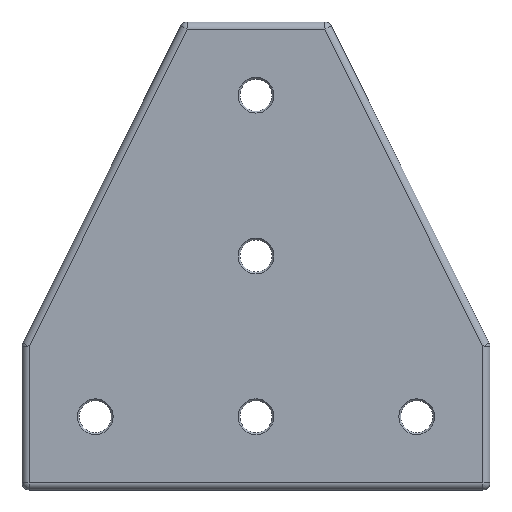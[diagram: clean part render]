
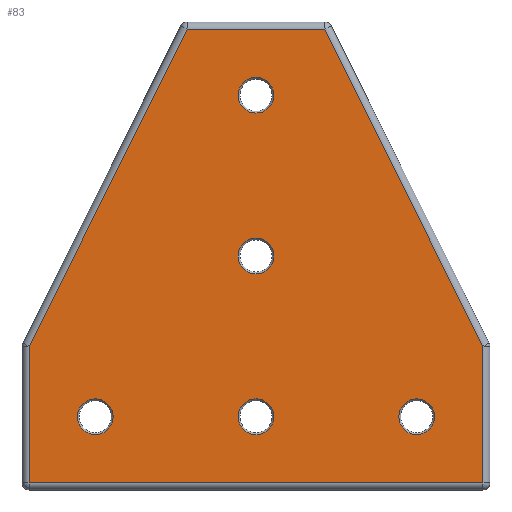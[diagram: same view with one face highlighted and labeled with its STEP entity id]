
A CAD part, top view. The second image highlights one B-rep face of the part: STEP entity #83.
In plain terms, the highlighted planar face has unit normal (0, 0, 1).
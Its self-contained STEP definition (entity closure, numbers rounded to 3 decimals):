
#83 = ADVANCED_FACE( '', ( #196, #197, #198, #199, #200, #201 ), #202, .T. );
#196 = FACE_BOUND( '', #351, .T. );
#197 = FACE_BOUND( '', #352, .T. );
#198 = FACE_BOUND( '', #353, .T. );
#199 = FACE_BOUND( '', #354, .T. );
#200 = FACE_BOUND( '', #355, .T. );
#201 = FACE_OUTER_BOUND( '', #356, .T. );
#202 = PLANE( '', #357 );
#351 = EDGE_LOOP( '', ( #528 ) );
#352 = EDGE_LOOP( '', ( #529 ) );
#353 = EDGE_LOOP( '', ( #530 ) );
#354 = EDGE_LOOP( '', ( #531 ) );
#355 = EDGE_LOOP( '', ( #532 ) );
#356 = EDGE_LOOP( '', ( #533, #534, #535, #536, #537, #538 ) );
#357 = AXIS2_PLACEMENT_3D( '', #539, #540, #541 );
#528 = ORIENTED_EDGE( '', *, *, #811, .F. );
#529 = ORIENTED_EDGE( '', *, *, #812, .F. );
#530 = ORIENTED_EDGE( '', *, *, #809, .F. );
#531 = ORIENTED_EDGE( '', *, *, #813, .F. );
#532 = ORIENTED_EDGE( '', *, *, #814, .F. );
#533 = ORIENTED_EDGE( '', *, *, #815, .T. );
#534 = ORIENTED_EDGE( '', *, *, #816, .T. );
#535 = ORIENTED_EDGE( '', *, *, #817, .T. );
#536 = ORIENTED_EDGE( '', *, *, #818, .T. );
#537 = ORIENTED_EDGE( '', *, *, #819, .T. );
#538 = ORIENTED_EDGE( '', *, *, #820, .T. );
#539 = CARTESIAN_POINT( '', ( -63.5, -25.287, 6. ) );
#540 = DIRECTION( '', ( 0., 0., 1. ) );
#541 = DIRECTION( '', ( 1., 0., 0. ) );
#809 = EDGE_CURVE( '', #944, #944, #945, .T. );
#811 = EDGE_CURVE( '', #947, #947, #948, .T. );
#812 = EDGE_CURVE( '', #949, #949, #950, .T. );
#813 = EDGE_CURVE( '', #951, #951, #952, .T. );
#814 = EDGE_CURVE( '', #953, #953, #954, .T. );
#815 = EDGE_CURVE( '', #932, #955, #956, .T. );
#816 = EDGE_CURVE( '', #955, #957, #958, .T. );
#817 = EDGE_CURVE( '', #957, #959, #960, .T. );
#818 = EDGE_CURVE( '', #959, #898, #961, .T. );
#819 = EDGE_CURVE( '', #898, #962, #963, .T. );
#820 = EDGE_CURVE( '', #962, #932, #964, .T. );
#898 = VERTEX_POINT( '', #1063 );
#932 = VERTEX_POINT( '', #1105 );
#944 = VERTEX_POINT( '', #1117 );
#945 = CIRCLE( '', #1118, 5. );
#947 = VERTEX_POINT( '', #1120 );
#948 = CIRCLE( '', #1121, 5. );
#949 = VERTEX_POINT( '', #1122 );
#950 = CIRCLE( '', #1123, 5. );
#951 = VERTEX_POINT( '', #1124 );
#952 = CIRCLE( '', #1125, 5. );
#953 = VERTEX_POINT( '', #1126 );
#954 = CIRCLE( '', #1127, 5. );
#955 = VERTEX_POINT( '', #1128 );
#956 = LINE( '', #1129, #1130 );
#957 = VERTEX_POINT( '', #1131 );
#958 = LINE( '', #1132, #1133 );
#959 = VERTEX_POINT( '', #1134 );
#960 = LINE( '', #1135, #1136 );
#961 = LINE( '', #1137, #1138 );
#962 = VERTEX_POINT( '', #1139 );
#963 = LINE( '', #1140, #1141 );
#964 = LINE( '', #1142, #1143 );
#1063 = CARTESIAN_POINT( '', ( -63.5, -25.287, 6. ) );
#1105 = CARTESIAN_POINT( '', ( 63.5, -63.5, 6. ) );
#1117 = CARTESIAN_POINT( '', ( 5., 45., 6. ) );
#1118 = AXIS2_PLACEMENT_3D( '', #1301, #1302, #1303 );
#1120 = CARTESIAN_POINT( '', ( 50., -45., 6. ) );
#1121 = AXIS2_PLACEMENT_3D( '', #1304, #1305, #1306 );
#1122 = CARTESIAN_POINT( '', ( -40., -45., 6. ) );
#1123 = AXIS2_PLACEMENT_3D( '', #1307, #1308, #1309 );
#1124 = CARTESIAN_POINT( '', ( 5., -45., 6. ) );
#1125 = AXIS2_PLACEMENT_3D( '', #1310, #1311, #1312 );
#1126 = CARTESIAN_POINT( '', ( 0., -5., 6. ) );
#1127 = AXIS2_PLACEMENT_3D( '', #1313, #1314, #1315 );
#1128 = CARTESIAN_POINT( '', ( 63.5, -25.287, 6. ) );
#1129 = CARTESIAN_POINT( '', ( 63.5, -25.287, 6. ) );
#1130 = VECTOR( '', #1316, 1000. );
#1131 = CARTESIAN_POINT( '', ( 19.262, 63.5, 6. ) );
#1132 = CARTESIAN_POINT( '', ( 19.262, 63.5, 6. ) );
#1133 = VECTOR( '', #1317, 1000. );
#1134 = CARTESIAN_POINT( '', ( -19.262, 63.5, 6. ) );
#1135 = CARTESIAN_POINT( '', ( -19.262, 63.5, 6. ) );
#1136 = VECTOR( '', #1318, 1000. );
#1137 = CARTESIAN_POINT( '', ( -63.5, -25.287, 6. ) );
#1138 = VECTOR( '', #1319, 1000. );
#1139 = CARTESIAN_POINT( '', ( -63.5, -63.5, 6. ) );
#1140 = CARTESIAN_POINT( '', ( -63.5, -63.5, 6. ) );
#1141 = VECTOR( '', #1320, 1000. );
#1142 = CARTESIAN_POINT( '', ( 63.5, -63.5, 6. ) );
#1143 = VECTOR( '', #1321, 1000. );
#1301 = CARTESIAN_POINT( '', ( 0., 45., 6. ) );
#1302 = DIRECTION( '', ( 0., 0., 1. ) );
#1303 = DIRECTION( '', ( 1., 0., 0. ) );
#1304 = CARTESIAN_POINT( '', ( 45., -45., 6. ) );
#1305 = DIRECTION( '', ( 0., 0., 1. ) );
#1306 = DIRECTION( '', ( 1., 0., 0. ) );
#1307 = CARTESIAN_POINT( '', ( -45., -45., 6. ) );
#1308 = DIRECTION( '', ( 0., 0., 1. ) );
#1309 = DIRECTION( '', ( 1., 0., 0. ) );
#1310 = CARTESIAN_POINT( '', ( 0., -45., 6. ) );
#1311 = DIRECTION( '', ( 0., 0., 1. ) );
#1312 = DIRECTION( '', ( 1., 0., 0. ) );
#1313 = CARTESIAN_POINT( '', ( 0., 0., 6. ) );
#1314 = DIRECTION( '', ( 0., 0., 1. ) );
#1315 = DIRECTION( '', ( 0., -1., 0. ) );
#1316 = DIRECTION( '', ( 0., 1., 0. ) );
#1317 = DIRECTION( '', ( -0.446, 0.895, 0. ) );
#1318 = DIRECTION( '', ( -1., 0., 0. ) );
#1319 = DIRECTION( '', ( -0.446, -0.895, 0. ) );
#1320 = DIRECTION( '', ( 0., -1., 0. ) );
#1321 = DIRECTION( '', ( 1., 0., 0. ) );
